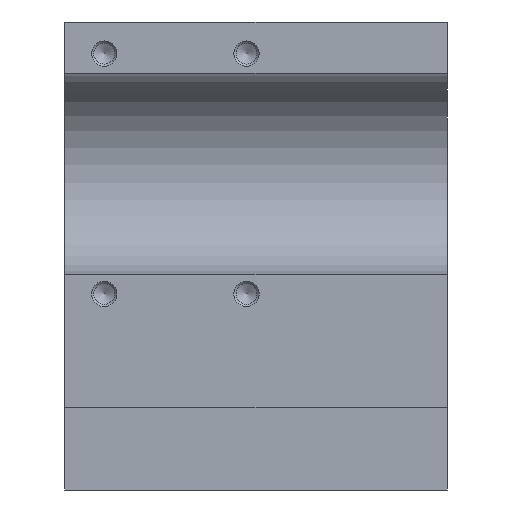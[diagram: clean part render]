
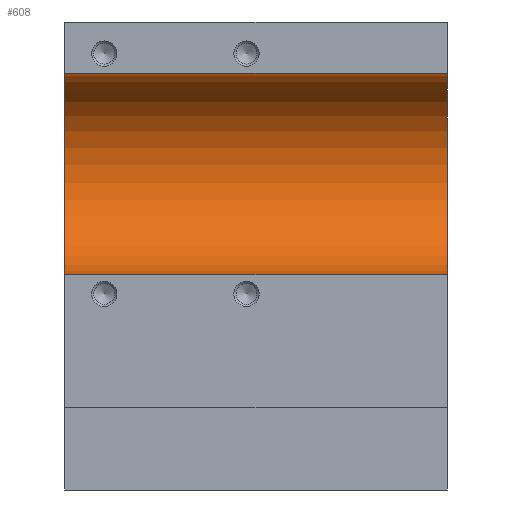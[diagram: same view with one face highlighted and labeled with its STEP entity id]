
A CAD part, front view. The second image highlights one B-rep face of the part: STEP entity #608.
In plain terms, the highlighted cylindrical face has radius 16 mm (diameter 32 mm), a partial arc.
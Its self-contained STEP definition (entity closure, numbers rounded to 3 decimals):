
#104=CYLINDRICAL_SURFACE('',#3823,16.);
#563=CIRCLE('',#3797,16.);
#566=CIRCLE('',#3803,16.);
#608=ADVANCED_FACE('',(#980),#104,.F.);
#980=FACE_OUTER_BOUND('',#1203,.T.);
#1203=EDGE_LOOP('',(#1648,#1649,#1650,#1651));
#1648=ORIENTED_EDGE('',*,*,#3021,.F.);
#1649=ORIENTED_EDGE('',*,*,#3047,.F.);
#1650=ORIENTED_EDGE('',*,*,#3031,.T.);
#1651=ORIENTED_EDGE('',*,*,#3048,.T.);
#2649=VERTEX_POINT('',#5677);
#2650=VERTEX_POINT('',#5679);
#2655=VERTEX_POINT('',#5696);
#2656=VERTEX_POINT('',#5698);
#3021=EDGE_CURVE('',#2649,#2650,#563,.T.);
#3031=EDGE_CURVE('',#2656,#2655,#566,.T.);
#3047=EDGE_CURVE('',#2656,#2649,#3416,.T.);
#3048=EDGE_CURVE('',#2655,#2650,#3417,.T.);
#3416=LINE('',#5733,#3601);
#3417=LINE('',#5735,#3602);
#3601=VECTOR('',#4107,1.);
#3602=VECTOR('',#4110,1.);
#3797=AXIS2_PLACEMENT_3D('',#5678,#4046,#4047);
#3803=AXIS2_PLACEMENT_3D('',#5697,#4065,#4066);
#3823=AXIS2_PLACEMENT_3D('',#5736,#4111,#4112);
#4046=DIRECTION('',(1.,0.,0.));
#4047=DIRECTION('',(0.,1.,0.));
#4065=DIRECTION('',(1.,0.,0.));
#4066=DIRECTION('',(0.,0.,-1.));
#4107=DIRECTION('',(-1.,0.,0.));
#4110=DIRECTION('',(-1.,0.,0.));
#4111=DIRECTION('',(-1.,0.,0.));
#4112=DIRECTION('',(0.,0.,1.));
#5677=CARTESIAN_POINT('',(0.,-14.,34.07));
#5678=CARTESIAN_POINT('',(0.,-15.5,50.));
#5679=CARTESIAN_POINT('',(0.,-14.,65.93));
#5696=CARTESIAN_POINT('',(60.5,-14.,65.93));
#5697=CARTESIAN_POINT('',(60.5,-15.5,50.));
#5698=CARTESIAN_POINT('',(60.5,-14.,34.07));
#5733=CARTESIAN_POINT('',(35.,-14.,34.07));
#5735=CARTESIAN_POINT('',(35.,-14.,65.93));
#5736=CARTESIAN_POINT('',(35.,-15.5,50.));
